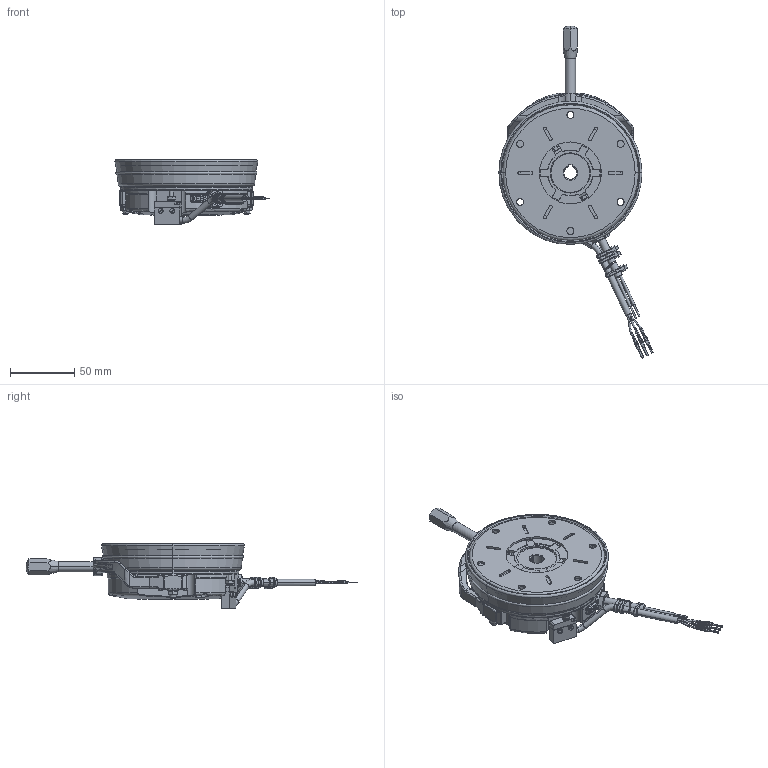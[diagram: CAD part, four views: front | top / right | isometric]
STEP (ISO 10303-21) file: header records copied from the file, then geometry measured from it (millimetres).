
FILE_DESCRIPTION (( 'STEP AP214' ), '1' );
FILE_NAME ('dr_bk_0338-hmrs_mu.STEP', '2021-11-29T09:27:14', ( '' ), ( '' ), 'SwSTEP 2.0', 'SolidWorks 2019', '' );
FILE_SCHEMA (( 'AUTOMOTIVE_DESIGN' ));
Length unit declared in the file: millimetre
Products named in the file (10): 10068373_000; 10068368_000; 10068366_000; 10068364_000; 10068369_000; dr_bk_0338-hmrs_mu; 10068371_000_Einbauzustand ›105,3 - ›100 - B=20,7; 10068362_000; 10069420_000; 10068370_000
Assembly tree (11 placements, depth 2):
  dr_bk_0338-hmrs_mu
    10068369_000
    10068373_000
    10068362_000  x3
    10068364_000
    10068366_000
    10068371_000_Einbauzustand ›105,3 - ›100 - B=20,7
    10068368_000
    10068370_000
    10069420_000
Bounding box: 119.68 x 257.5 x 50.35 mm (x, y, z)
Volume: 300460.7 mm3; surface area: 114448.1 mm2
Topology: 39 solids, 39 shells, 2108 faces, 5272 edges, 3267 vertices
Faces by surface type: plane 795, cylinder 729, bspline 244, cone 152, torus 141, sphere 47
Entity records: 92483 total; most frequent: CARTESIAN_POINT 28393, ORIENTED_EDGE 10326, DIRECTION 9600, EDGE_CURVE 5163, AXIS2_PLACEMENT_3D 3611, VERTEX_POINT 3213, VECTOR 2378, LINE 2378
